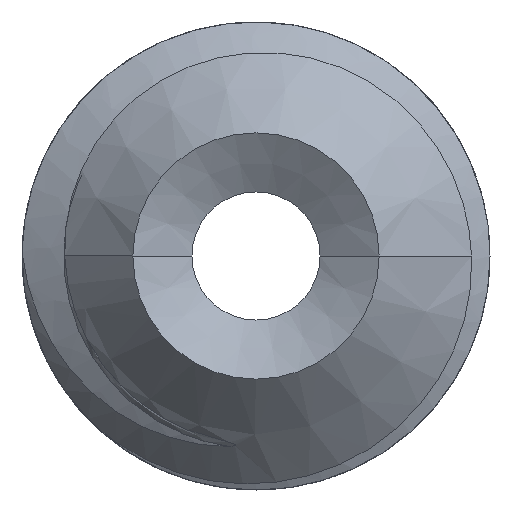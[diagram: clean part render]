
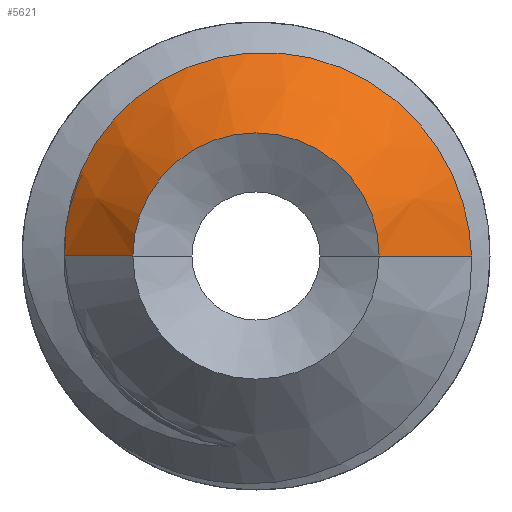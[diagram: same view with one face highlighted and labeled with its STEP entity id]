
A CAD part, left-side view. The second image highlights one B-rep face of the part: STEP entity #5621.
In plain terms, the highlighted conical face has half-angle 45 degrees and reference radius 1.746 mm.
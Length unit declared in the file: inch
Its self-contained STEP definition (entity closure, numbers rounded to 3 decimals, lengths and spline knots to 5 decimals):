
#1674=CARTESIAN_POINT('',(0.02809,0.07722,0.0116));
#1675=CARTESIAN_POINT('',(0.02826,0.07674,
0.01602));
#1676=CARTESIAN_POINT('',(0.02862,0.07502,
0.02479));
#1677=CARTESIAN_POINT('',(0.02916,0.07018,
0.03744));
#1678=CARTESIAN_POINT('',(0.02969,0.06341,
0.04886));
#1679=CARTESIAN_POINT('',(0.03021,0.05481,
0.05908));
#1680=CARTESIAN_POINT('',(0.03074,0.0444,
0.0679));
#1681=CARTESIAN_POINT('',(0.03127,0.03259,
0.07486));
#1682=CARTESIAN_POINT('',(0.03179,0.02,
0.0797));
#1683=CARTESIAN_POINT('',(0.03232,0.0065,
0.08245));
#1684=CARTESIAN_POINT('',(0.03285,-0.00733,
0.0829));
#1685=CARTESIAN_POINT('',(0.03336,-0.02091,
0.08109));
#1686=CARTESIAN_POINT('',(0.03388,-0.0341,
0.07706));
#1687=CARTESIAN_POINT('',(0.03441,-0.04677,
0.07075));
#1688=CARTESIAN_POINT('',(0.03494,-0.05829,
0.06232));
#1689=CARTESIAN_POINT('',(0.03546,-0.06817,
0.05218));
#1690=CARTESIAN_POINT('',(0.03598,-0.07618,
0.04066));
#1691=CARTESIAN_POINT('',(0.03649,-0.08226,
0.02794));
#1692=CARTESIAN_POINT('',(0.03701,-0.08623,
0.01421));
#1693=CARTESIAN_POINT('',(0.03735,-0.08735,
0.00475));
#1694=CARTESIAN_POINT('',(0.03752,-0.08752,0.));
#2362=CARTESIAN_POINT('',(0.02764,0.07764,
0.));
#2363=CARTESIAN_POINT('',(0.02771,0.07771,
0.00193));
#2364=CARTESIAN_POINT('',(0.02785,0.07771,
0.0058));
#2365=CARTESIAN_POINT('',(0.02801,0.07743,
0.00967));
#2366=CARTESIAN_POINT('',(0.02809,0.07722,0.0116));
#2368=DIRECTION('',(0.707,0.707,0.));
#2369=VECTOR('',#2368,0.03909);
#2370=CARTESIAN_POINT('',(0.,0.05,0.));
#2371=LINE('',#2370,#2369);
#2372=DIRECTION('',(0.707,-0.707,0.));
#2373=VECTOR('',#2372,0.05306);
#2374=CARTESIAN_POINT('',(0.,-0.05,0.));
#2375=LINE('',#2374,#2373);
#2376=CARTESIAN_POINT('',(0.,0.,0.));
#2377=DIRECTION('',(1.,0.,0.));
#2378=DIRECTION('',(0.,1.,0.));
#2379=AXIS2_PLACEMENT_3D('',#2376,#2377,#2378);
#2541=CARTESIAN_POINT('',(0.,0.05,0.));
#2542=CARTESIAN_POINT('',(0.02764,0.07764,
0.));
#2543=VERTEX_POINT('',#2541);
#2544=VERTEX_POINT('',#2542);
#2545=CARTESIAN_POINT('',(0.,-0.05,0.));
#2546=CARTESIAN_POINT('',(0.03752,-0.08752,0.));
#2547=VERTEX_POINT('',#2545);
#2548=VERTEX_POINT('',#2546);
#2606=VERTEX_POINT('',#1674);
#5608=CARTESIAN_POINT('',(0.01876,0.,0.));
#5609=DIRECTION('',(1.,0.,0.));
#5610=DIRECTION('',(0.,-1.,0.));
#5611=AXIS2_PLACEMENT_3D('',#5608,#5609,#5610);
#5612=CONICAL_SURFACE('',#5611,0.06876,45.);
#5613=ORIENTED_EDGE('',*,*,#4000,.T.);
#5614=ORIENTED_EDGE('',*,*,#5603,.T.);
#5615=ORIENTED_EDGE('',*,*,#3979,.T.);
#5616=ORIENTED_EDGE('',*,*,#4004,.F.);
#5618=ORIENTED_EDGE('',*,*,#5617,.F.);
#5619=EDGE_LOOP('',(#5613,#5614,#5615,#5616,#5618));
#5620=FACE_OUTER_BOUND('',#5619,.F.);
#1695=B_SPLINE_CURVE_WITH_KNOTS('',3,(#1674,#1675,#1676,#1677,#1678,#1679,#1680,
#1681,#1682,#1683,#1684,#1685,#1686,#1687,#1688,#1689,#1690,#1691,#1692,#1693,
#1694),.UNSPECIFIED.,.F.,.F.,(4,1,1,1,1,1,1,1,1,1,1,1,1,1,1,1,1,1,4),(0.,
0.05556,0.11111,0.16667,0.22222,
0.27778,0.33333,0.38889,0.44444,0.5,
0.55556,0.61111,0.66667,0.72222,
0.77778,0.83333,0.88889,0.94444,1.),
.UNSPECIFIED.);
#2367=B_SPLINE_CURVE_WITH_KNOTS('',3,(#2362,#2363,#2364,#2365,#2366),
.UNSPECIFIED.,.F.,.F.,(4,1,4),(0.,0.5,1.),.UNSPECIFIED.);
#2380=CIRCLE('',#2379,0.05);
#3979=EDGE_CURVE('',#2606,#2548,#1695,.T.);
#4000=EDGE_CURVE('',#2543,#2544,#2371,.T.);
#4004=EDGE_CURVE('',#2547,#2548,#2375,.T.);
#5603=EDGE_CURVE('',#2544,#2606,#2367,.T.);
#5617=EDGE_CURVE('',#2543,#2547,#2380,.T.);
#5621=ADVANCED_FACE('',(#5620),#5612,.T.);
